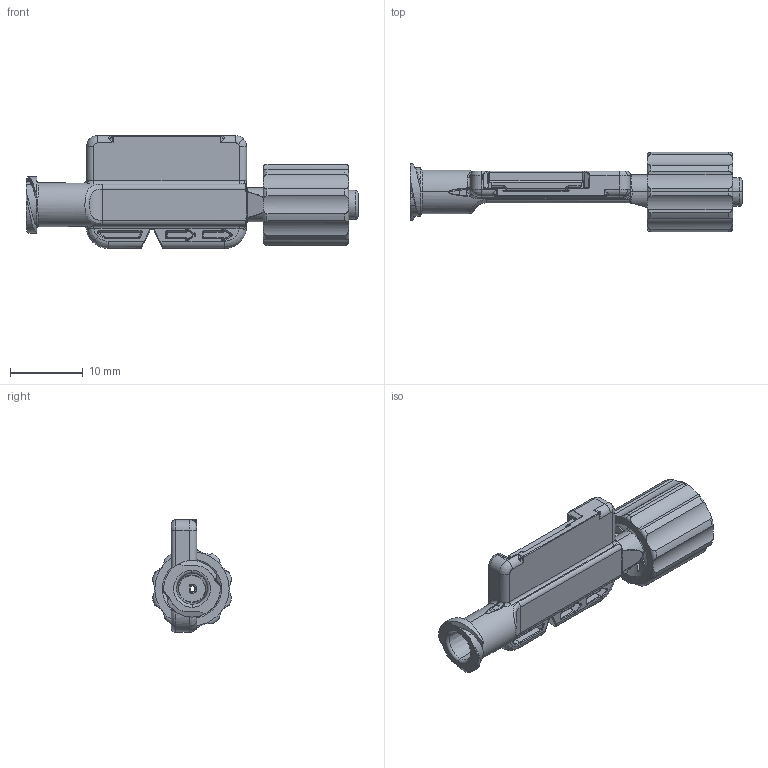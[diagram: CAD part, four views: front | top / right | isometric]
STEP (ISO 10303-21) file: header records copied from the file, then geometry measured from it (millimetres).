
FILE_DESCRIPTION (( 'STEP AP214' ), '1' );
FILE_NAME ('125493-_Publikationsmodell LD20-0600L.step', '2018-12-19T14:46:08', ( 'IT' ), ( '' ), 'SwSTEP 2.0', 'SolidWorks 2017', '' );
FILE_SCHEMA (( 'AUTOMOTIVE_DESIGN' ));
Length unit declared in the file: millimetre
Products named in the file (1): 125493-_Publikationsmodell LD20-0600L
Bounding box: 45.6 x 10.92 x 15.5 mm (x, y, z)
Volume: 2071.8 mm3; surface area: 2586.2 mm2
Topology: 2 solids, 2 shells, 715 faces, 1779 edges, 1032 vertices
Faces by surface type: cylinder 241, bspline 186, plane 176, cone 43, torus 35, sphere 34
Entity records: 25520 total; most frequent: CARTESIAN_POINT 10483, ORIENTED_EDGE 3478, DIRECTION 2787, EDGE_CURVE 1739, AXIS2_PLACEMENT_3D 1064, VERTEX_POINT 1032, EDGE_LOOP 723, FACE_OUTER_BOUND 715
